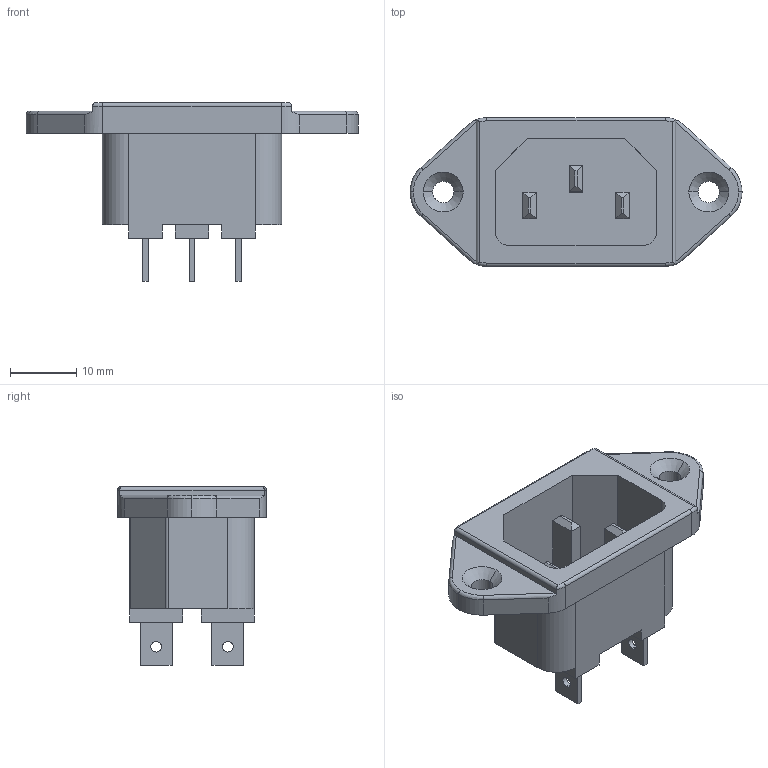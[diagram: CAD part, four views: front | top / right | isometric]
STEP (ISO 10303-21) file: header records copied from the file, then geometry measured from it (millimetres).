
FILE_DESCRIPTION(('CATIA V5 STEP Exchange'),'2;1');
FILE_NAME('AC Power outlet connector.stp','2022-09-20T10:06:50+00:00',('none'),('none'),'CATIA Version 5 Release 20 GA (IN-10)','CATIA V5 STEP AP203','none');
FILE_SCHEMA(('CONFIG_CONTROL_DESIGN'));
Length unit declared in the file: millimetre
Products named in the file (1): AC Power outlet connector
Bounding box: 50 x 22.4 x 26.9 mm (x, y, z)
Volume: 4958.2 mm3; surface area: 5618.6 mm2
Topology: 7 solids, 7 shells, 132 faces, 316 edges, 200 vertices
Faces by surface type: plane 86, cylinder 34, torus 8, cone 4
Entity records: 3847 total; most frequent: CARTESIAN_POINT 790, ORIENTED_EDGE 632, DIRECTION 556, EDGE_CURVE 316, VECTOR 230, LINE 230, VERTEX_POINT 200, AXIS2_PLACEMENT_3D 195
